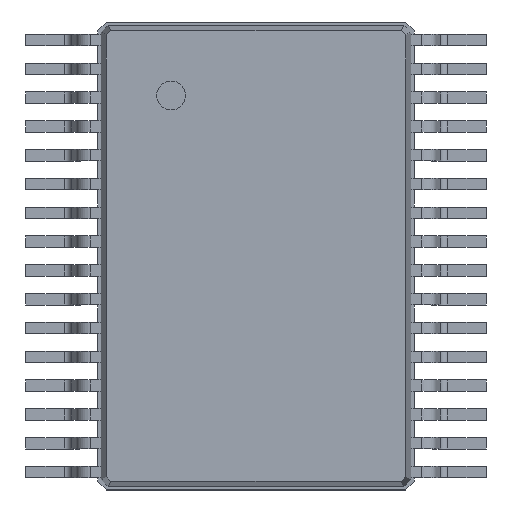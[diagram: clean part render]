
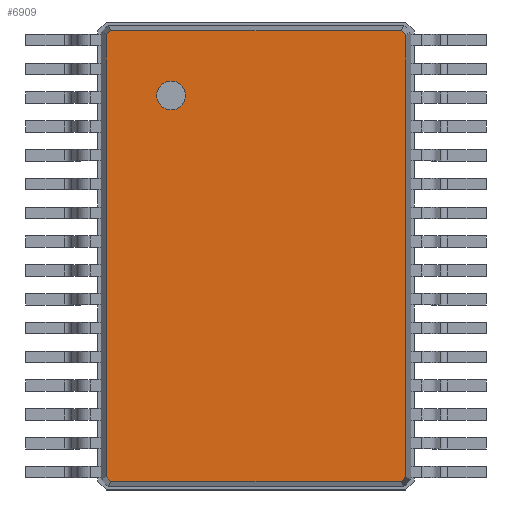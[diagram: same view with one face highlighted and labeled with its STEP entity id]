
A CAD part, top view. The second image highlights one B-rep face of the part: STEP entity #6909.
In plain terms, the highlighted planar face has unit normal (0, 0, 1).
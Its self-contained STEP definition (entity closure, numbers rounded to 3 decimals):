
#13=DIRECTION('',(0.,0.,1.));
#27=VECTOR('',#28,1.);
#28=DIRECTION('',(1.,0.,0.));
#51=VECTOR('',#52,1.);
#52=DIRECTION('',(0.707,-0.707,0.));
#58=VECTOR('',#59,1.);
#59=DIRECTION('',(0.,-1.,0.));
#65=VECTOR('',#66,1.);
#66=DIRECTION('',(-0.707,-0.707,0.));
#72=VECTOR('',#73,1.);
#73=DIRECTION('',(-1.,0.,0.));
#79=VECTOR('',#80,1.);
#80=DIRECTION('',(-0.707,0.707,0.));
#86=VECTOR('',#87,1.);
#87=DIRECTION('',(0.,1.,0.));
#91=VECTOR('',#92,1.);
#92=DIRECTION('',(0.707,0.707,0.));
#2016=VERTEX_POINT('',#2017);
#2017=CARTESIAN_POINT('',(-2.079,3.069,1.2));
#2019=ORIENTED_EDGE('',*,*,#2020,.F.);
#2020=EDGE_CURVE('',#2021,#2016,#2023,.T.);
#2021=VERTEX_POINT('',#2022);
#2022=CARTESIAN_POINT('',(-2.079,-3.069,1.2));
#2023=LINE('',#2022,#86);
#2034=VERTEX_POINT('',#2035);
#2035=CARTESIAN_POINT('',(-2.019,3.129,1.2));
#2037=ORIENTED_EDGE('',*,*,#2038,.F.);
#2038=EDGE_CURVE('',#2016,#2034,#2039,.T.);
#2039=LINE('',#2017,#91);
#2048=VERTEX_POINT('',#2049);
#2049=CARTESIAN_POINT('',(2.019,3.129,1.2));
#2051=ORIENTED_EDGE('',*,*,#2052,.F.);
#2052=EDGE_CURVE('',#2034,#2048,#2053,.T.);
#2053=LINE('',#2035,#27);
#2062=VERTEX_POINT('',#2063);
#2063=CARTESIAN_POINT('',(2.079,3.069,1.2));
#2065=ORIENTED_EDGE('',*,*,#2066,.F.);
#2066=EDGE_CURVE('',#2048,#2062,#2067,.T.);
#2067=LINE('',#2049,#51);
#2204=VERTEX_POINT('',#2205);
#2205=CARTESIAN_POINT('',(2.079,-3.069,1.2));
#2207=ORIENTED_EDGE('',*,*,#2208,.F.);
#2208=EDGE_CURVE('',#2062,#2204,#2209,.T.);
#2209=LINE('',#2063,#58);
#6909=ADVANCED_FACE('',(#6910,#6925),#6935,.T.);
#6910=FACE_BOUND('',#6911,.T.);
#6911=EDGE_LOOP('',(#2051,#2037,#2019,#6912,#6917,#6922,#2207,#2065));
#6912=ORIENTED_EDGE('',*,*,#6913,.F.);
#6913=EDGE_CURVE('',#6914,#2021,#6916,.T.);
#6914=VERTEX_POINT('',#6915);
#6915=CARTESIAN_POINT('',(-2.019,-3.129,1.2));
#6916=LINE('',#6915,#79);
#6917=ORIENTED_EDGE('',*,*,#6918,.F.);
#6918=EDGE_CURVE('',#6919,#6914,#6921,.T.);
#6919=VERTEX_POINT('',#6920);
#6920=CARTESIAN_POINT('',(2.019,-3.129,1.2));
#6921=LINE('',#6920,#72);
#6922=ORIENTED_EDGE('',*,*,#6923,.F.);
#6923=EDGE_CURVE('',#2204,#6919,#6924,.T.);
#6924=LINE('',#2205,#65);
#6925=FACE_BOUND('',#6926,.T.);
#6926=EDGE_LOOP('',(#6927));
#6927=ORIENTED_EDGE('',*,*,#6928,.T.);
#6928=EDGE_CURVE('',#6929,#6929,#6931,.T.);
#6929=VERTEX_POINT('',#6930);
#6930=CARTESIAN_POINT('',(-1.179,2.029,1.2));
#6931=CIRCLE('',#6932,0.2);
#6932=AXIS2_PLACEMENT_3D('',#6933,#6934,#59);
#6933=CARTESIAN_POINT('',(-1.179,2.229,1.2));
#6934=DIRECTION('',(0.,-0.,-1.));
#6935=PLANE('',#6936);
#6936=AXIS2_PLACEMENT_3D('',#2035,#13,#6937);
#6937=DIRECTION('',(0.542,-0.84,0.));
